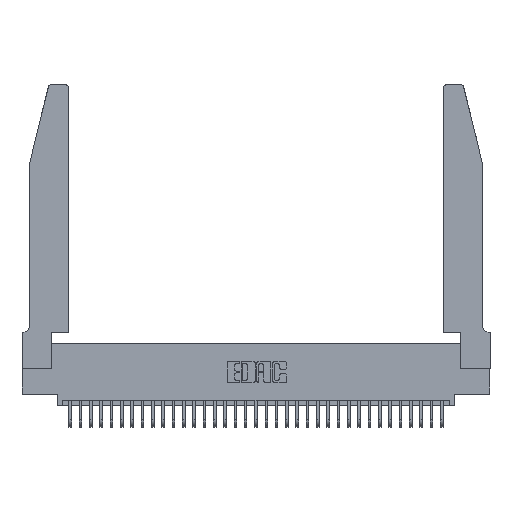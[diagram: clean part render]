
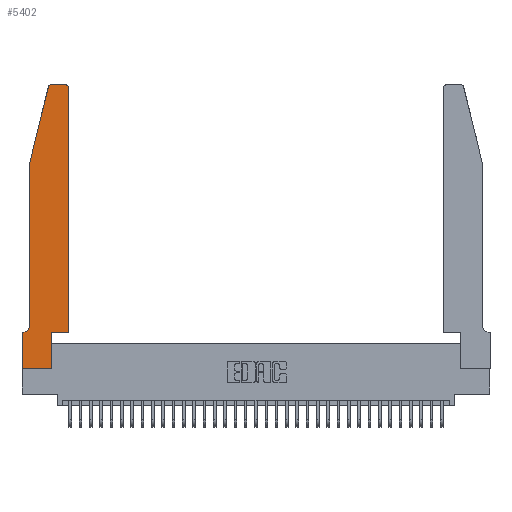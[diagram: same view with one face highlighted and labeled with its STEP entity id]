
A CAD part, top view. The second image highlights one B-rep face of the part: STEP entity #5402.
In plain terms, the highlighted planar face has unit normal (0, 0, 1).
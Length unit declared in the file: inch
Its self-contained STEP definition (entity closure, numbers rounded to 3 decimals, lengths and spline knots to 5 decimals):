
#125 = LINE ( 'NONE', #12972, #3198 ) ;
#246 = DIRECTION ( 'NONE',  ( 0., 0., 1. ) ) ;
#499 = VECTOR ( 'NONE', #1312, 39.37008 ) ;
#548 = CARTESIAN_POINT ( 'NONE',  ( 0.2865, 0., 0.37 ) ) ;
#825 = CARTESIAN_POINT ( 'NONE',  ( 0.2605, 2.75, 0.37 ) ) ;
#1312 = DIRECTION ( 'NONE',  ( 0., -1., 0. ) ) ;
#1380 = ORIENTED_EDGE ( 'NONE', *, *, #17774, .T. ) ;
#1517 = VERTEX_POINT ( 'NONE', #11136 ) ;
#1546 = CARTESIAN_POINT ( 'NONE',  ( 0., 0.35, 0.37 ) ) ;
#2034 = CARTESIAN_POINT ( 'NONE',  ( 0., 0., 0.37 ) ) ;
#2213 = LINE ( 'NONE', #21229, #31103 ) ;
#2341 = EDGE_CURVE ( 'NONE', #3790, #35150, #7734, .T. ) ;
#2611 = CIRCLE ( 'NONE', #34185, 0.03 ) ;
#2620 = EDGE_CURVE ( 'NONE', #19236, #25660, #10791, .T. ) ;
#3198 = VECTOR ( 'NONE', #18593, 39.37008 ) ;
#3524 = VECTOR ( 'NONE', #27506, 39.37008 ) ;
#3790 = VERTEX_POINT ( 'NONE', #11879 ) ;
#4467 = EDGE_CURVE ( 'NONE', #33598, #11736, #12522, .T. ) ;
#5393 = ORIENTED_EDGE ( 'NONE', *, *, #32556, .T. ) ;
#5402 = ADVANCED_FACE ( 'NONE', ( #30076 ), #26635, .T. ) ;
#5503 = VECTOR ( 'NONE', #15573, 39.37008 ) ;
#5528 = VERTEX_POINT ( 'NONE', #17738 ) ;
#7344 = DIRECTION ( 'NONE',  ( 0., 1., 0. ) ) ;
#7400 = VERTEX_POINT ( 'NONE', #24228 ) ;
#7576 = DIRECTION ( 'NONE',  ( 1., 0., 0. ) ) ;
#7734 = LINE ( 'NONE', #825, #22566 ) ;
#7797 = CARTESIAN_POINT ( 'NONE',  ( 0.0755, 2., 0.37 ) ) ;
#7901 = DIRECTION ( 'NONE',  ( -1., 0., 0. ) ) ;
#8834 = ORIENTED_EDGE ( 'NONE', *, *, #25327, .T. ) ;
#8893 = EDGE_CURVE ( 'NONE', #22461, #33598, #2213, .T. ) ;
#10320 = EDGE_LOOP ( 'NONE', ( #17419, #5393, #30411, #8834, #10897, #34909, #17345, #17010, #33707, #27914, #1380, #29008 ) ) ;
#10471 = CARTESIAN_POINT ( 'NONE',  ( 0.0755, 0.35, 0.37 ) ) ;
#10512 = CARTESIAN_POINT ( 'NONE',  ( 0.4205, 2.72, 0.37 ) ) ;
#10791 = LINE ( 'NONE', #10471, #12516 ) ;
#10897 = ORIENTED_EDGE ( 'NONE', *, *, #27648, .T. ) ;
#11136 = CARTESIAN_POINT ( 'NONE',  ( 0.4505, 2.72, 0.37 ) ) ;
#11366 = VECTOR ( 'NONE', #24611, 39.37008 ) ;
#11431 = CARTESIAN_POINT ( 'NONE',  ( 0.284, 2.72, 0.37 ) ) ;
#11736 = VERTEX_POINT ( 'NONE', #31403 ) ;
#11879 = CARTESIAN_POINT ( 'NONE',  ( 0.4205, 2.75, 0.37 ) ) ;
#12516 = VECTOR ( 'NONE', #7901, 39.37008 ) ;
#12522 = LINE ( 'NONE', #14496, #30534 ) ;
#12972 = CARTESIAN_POINT ( 'NONE',  ( 0.4505, 0.35, 0.37 ) ) ;
#12982 = LINE ( 'NONE', #2034, #5503 ) ;
#14496 = CARTESIAN_POINT ( 'NONE',  ( 0.4505, 0.35, 0.37 ) ) ;
#15040 = EDGE_CURVE ( 'NONE', #7400, #5528, #28535, .T. ) ;
#15202 = CARTESIAN_POINT ( 'NONE',  ( 0.0055, 0.42, 0.37 ) ) ;
#15573 = DIRECTION ( 'NONE',  ( 1., 0., 0. ) ) ;
#16097 = CARTESIAN_POINT ( 'NONE',  ( 0., 0.35, 0.37 ) ) ;
#16387 = DIRECTION ( 'NONE',  ( 0., 0., 1. ) ) ;
#16413 = AXIS2_PLACEMENT_3D ( 'NONE', #15202, #34816, #18035 ) ;
#17010 = ORIENTED_EDGE ( 'NONE', *, *, #30143, .T. ) ;
#17052 = LINE ( 'NONE', #27522, #11366 ) ;
#17180 = AXIS2_PLACEMENT_3D ( 'NONE', #11431, #246, #22462 ) ;
#17345 = ORIENTED_EDGE ( 'NONE', *, *, #27189, .T. ) ;
#17377 = DIRECTION ( 'NONE',  ( -1., 0., 0. ) ) ;
#17419 = ORIENTED_EDGE ( 'NONE', *, *, #2341, .T. ) ;
#17738 = CARTESIAN_POINT ( 'NONE',  ( 0.0755, 2., 0.37 ) ) ;
#17774 = EDGE_CURVE ( 'NONE', #11736, #1517, #125, .T. ) ;
#18035 = DIRECTION ( 'NONE',  ( -1., 0., 0. ) ) ;
#18593 = DIRECTION ( 'NONE',  ( 0., 1., 0. ) ) ;
#18650 = VERTEX_POINT ( 'NONE', #24759 ) ;
#19236 = VERTEX_POINT ( 'NONE', #34690 ) ;
#20466 = CIRCLE ( 'NONE', #16413, 0.07 ) ;
#20853 = CARTESIAN_POINT ( 'NONE',  ( 0.284, 2.75, 0.37 ) ) ;
#21160 = AXIS2_PLACEMENT_3D ( 'NONE', #1546, #26899, #29713 ) ;
#21229 = CARTESIAN_POINT ( 'NONE',  ( 0.2865, 0.35, 0.37 ) ) ;
#22461 = VERTEX_POINT ( 'NONE', #548 ) ;
#22462 = DIRECTION ( 'NONE',  ( 1., 0., 0. ) ) ;
#22566 = VECTOR ( 'NONE', #17377, 39.37008 ) ;
#24197 = DIRECTION ( 'NONE',  ( 1., 0., 0. ) ) ;
#24228 = CARTESIAN_POINT ( 'NONE',  ( 0.25487, 2.72718, 0.37 ) ) ;
#24260 = CARTESIAN_POINT ( 'NONE',  ( 0.2865, 0.35, 0.37 ) ) ;
#24611 = DIRECTION ( 'NONE',  ( 0., -1., 0. ) ) ;
#24759 = CARTESIAN_POINT ( 'NONE',  ( 0., 0., 0.37 ) ) ;
#24864 = CARTESIAN_POINT ( 'NONE',  ( 0.0755, 0.42, 0.37 ) ) ;
#25327 = EDGE_CURVE ( 'NONE', #5528, #31049, #28153, .T. ) ;
#25660 = VERTEX_POINT ( 'NONE', #16097 ) ;
#26635 = PLANE ( 'NONE',  #21160 ) ;
#26899 = DIRECTION ( 'NONE',  ( 0., 0., 1. ) ) ;
#27135 = EDGE_CURVE ( 'NONE', #1517, #3790, #2611, .T. ) ;
#27189 = EDGE_CURVE ( 'NONE', #25660, #18650, #17052, .T. ) ;
#27506 = DIRECTION ( 'NONE',  ( -0.239, -0.971, 0. ) ) ;
#27522 = CARTESIAN_POINT ( 'NONE',  ( 0., 0., 0.37 ) ) ;
#27648 = EDGE_CURVE ( 'NONE', #31049, #19236, #20466, .T. ) ;
#27914 = ORIENTED_EDGE ( 'NONE', *, *, #4467, .T. ) ;
#28153 = LINE ( 'NONE', #28865, #499 ) ;
#28535 = LINE ( 'NONE', #7797, #3524 ) ;
#28865 = CARTESIAN_POINT ( 'NONE',  ( 0.0755, 2., 0.37 ) ) ;
#29008 = ORIENTED_EDGE ( 'NONE', *, *, #27135, .T. ) ;
#29713 = DIRECTION ( 'NONE',  ( 1., 0., 0. ) ) ;
#30076 = FACE_OUTER_BOUND ( 'NONE', #10320, .T. ) ;
#30143 = EDGE_CURVE ( 'NONE', #18650, #22461, #12982, .T. ) ;
#30411 = ORIENTED_EDGE ( 'NONE', *, *, #15040, .T. ) ;
#30534 = VECTOR ( 'NONE', #24197, 39.37008 ) ;
#31049 = VERTEX_POINT ( 'NONE', #24864 ) ;
#31103 = VECTOR ( 'NONE', #7344, 39.37008 ) ;
#31403 = CARTESIAN_POINT ( 'NONE',  ( 0.4505, 0.35, 0.37 ) ) ;
#32556 = EDGE_CURVE ( 'NONE', #35150, #7400, #32892, .T. ) ;
#32892 = CIRCLE ( 'NONE', #17180, 0.03 ) ;
#33598 = VERTEX_POINT ( 'NONE', #24260 ) ;
#33707 = ORIENTED_EDGE ( 'NONE', *, *, #8893, .T. ) ;
#34185 = AXIS2_PLACEMENT_3D ( 'NONE', #10512, #16387, #7576 ) ;
#34690 = CARTESIAN_POINT ( 'NONE',  ( 0.0055, 0.35, 0.37 ) ) ;
#34816 = DIRECTION ( 'NONE',  ( 0., 0., -1. ) ) ;
#34909 = ORIENTED_EDGE ( 'NONE', *, *, #2620, .T. ) ;
#35150 = VERTEX_POINT ( 'NONE', #20853 ) ;
